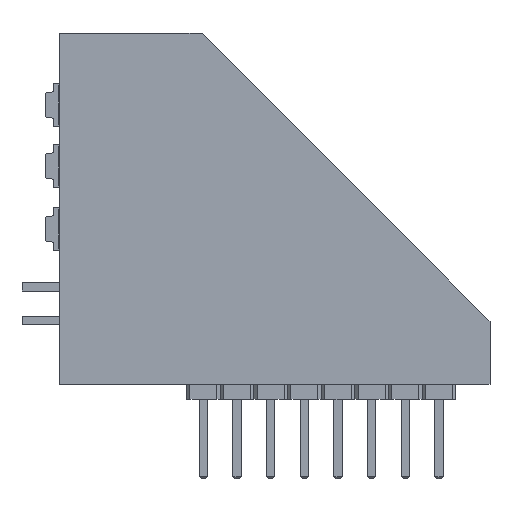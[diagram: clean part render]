
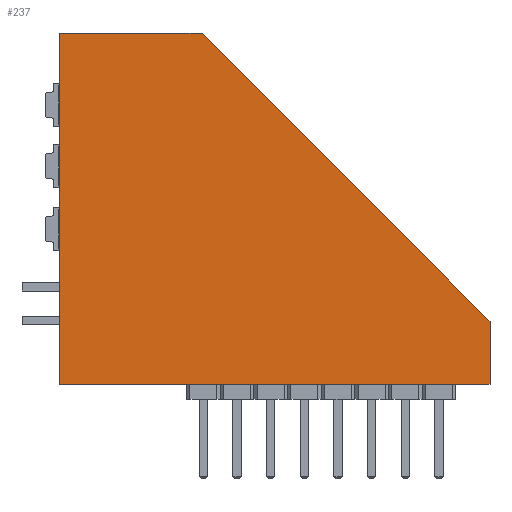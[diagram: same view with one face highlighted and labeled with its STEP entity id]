
A CAD part, front view. The second image highlights one B-rep face of the part: STEP entity #237.
In plain terms, the highlighted planar face has unit normal (0, -1, 0).
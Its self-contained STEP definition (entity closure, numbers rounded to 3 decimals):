
#151=CARTESIAN_POINT('',(180.,-150.5,-1.5));
#152=VERTEX_POINT('',#151);
#159=CARTESIAN_POINT('',(180.,-150.5,25.));
#160=VERTEX_POINT('',#159);
#161=CARTESIAN_POINT('',(180.,-150.5,25.));
#162=DIRECTION('',(0.,0.,-1.));
#163=VECTOR('',#162,26.5);
#164=LINE('',#161,#163);
#165=EDGE_CURVE('',#160,#152,#164,.T.);
#199=CARTESIAN_POINT('',(196.25,-150.5,22.6));
#200=DIRECTION('',(0.,-1.,0.));
#201=DIRECTION('',(0.,0.,-1.));
#202=AXIS2_PLACEMENT_3D('',#199,#200,#201);
#203=PLANE('',#202);
#204=CARTESIAN_POINT('',(212.5,-150.5,3.273));
#205=VERTEX_POINT('',#204);
#206=CARTESIAN_POINT('',(212.5,-150.5,-1.5));
#207=VERTEX_POINT('',#206);
#208=CARTESIAN_POINT('',(212.5,-150.5,3.273));
#209=DIRECTION('',(0.,0.,-1.));
#210=VECTOR('',#209,4.773);
#211=LINE('',#208,#210);
#212=EDGE_CURVE('',#205,#207,#211,.T.);
#213=ORIENTED_EDGE('',*,*,#212,.F.);
#214=CARTESIAN_POINT('',(190.773,-150.5,25.));
#215=VERTEX_POINT('',#214);
#216=CARTESIAN_POINT('',(212.5,-150.5,3.273));
#217=DIRECTION('',(-0.707,-0.,0.707));
#218=VECTOR('',#217,30.727);
#219=LINE('',#216,#218);
#220=EDGE_CURVE('',#205,#215,#219,.T.);
#221=ORIENTED_EDGE('',*,*,#220,.T.);
#222=CARTESIAN_POINT('',(190.773,-150.5,25.));
#223=DIRECTION('',(-1.,0.,0.));
#224=VECTOR('',#223,10.773);
#225=LINE('',#222,#224);
#226=EDGE_CURVE('',#215,#160,#225,.T.);
#227=ORIENTED_EDGE('',*,*,#226,.T.);
#228=ORIENTED_EDGE('',*,*,#165,.T.);
#229=CARTESIAN_POINT('',(212.5,-150.5,-1.5));
#230=DIRECTION('',(-1.,0.,0.));
#231=VECTOR('',#230,32.5);
#232=LINE('',#229,#231);
#233=EDGE_CURVE('',#207,#152,#232,.T.);
#234=ORIENTED_EDGE('',*,*,#233,.F.);
#235=EDGE_LOOP('',(#213,#221,#227,#228,#234));
#236=FACE_BOUND('',#235,.T.);
#237=ADVANCED_FACE('',(#236),#203,.T.);
